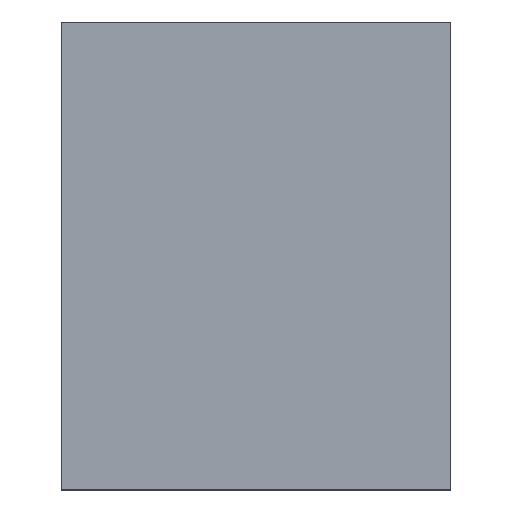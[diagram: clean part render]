
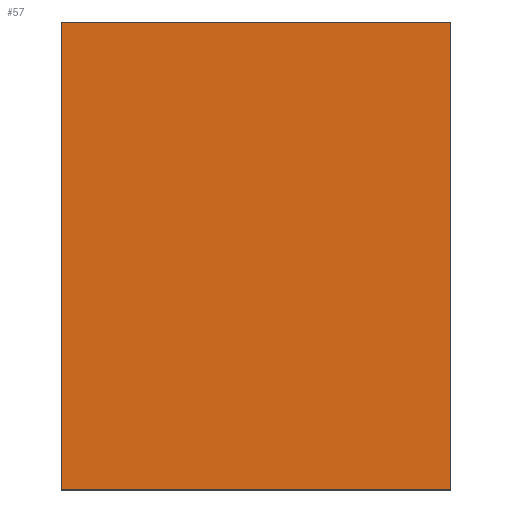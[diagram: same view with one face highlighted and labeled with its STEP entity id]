
A CAD part, top view. The second image highlights one B-rep face of the part: STEP entity #57.
In plain terms, the highlighted planar face has unit normal (0, 0, 1).
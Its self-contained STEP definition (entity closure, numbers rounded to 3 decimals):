
#27 = AXIS2_PLACEMENT_3D ( 'NONE', #237, #93, #168 ) ;
#39 = EDGE_LOOP ( 'NONE', ( #360, #177, #211, #95 ) ) ;
#52 = VECTOR ( 'NONE', #320, 1000. ) ;
#57 = ADVANCED_FACE ( 'NONE', ( #200 ), #414, .F. ) ;
#69 = VERTEX_POINT ( 'NONE', #343 ) ;
#93 = DIRECTION ( 'NONE',  ( 0., 0., -1. ) ) ;
#95 = ORIENTED_EDGE ( 'NONE', *, *, #346, .T. ) ;
#102 = VERTEX_POINT ( 'NONE', #342 ) ;
#105 = LINE ( 'NONE', #180, #150 ) ;
#113 = LINE ( 'NONE', #251, #347 ) ;
#115 = DIRECTION ( 'NONE',  ( 1., 0., 0. ) ) ;
#117 = VERTEX_POINT ( 'NONE', #166 ) ;
#150 = VECTOR ( 'NONE', #115, 1000. ) ;
#166 = CARTESIAN_POINT ( 'NONE',  ( 125., -150., 100. ) ) ;
#168 = DIRECTION ( 'NONE',  ( -1., 0., 0. ) ) ;
#169 = EDGE_CURVE ( 'NONE', #117, #102, #174, .T. ) ;
#174 = LINE ( 'NONE', #400, #253 ) ;
#175 = EDGE_CURVE ( 'NONE', #102, #69, #178, .T. ) ;
#176 = CARTESIAN_POINT ( 'NONE',  ( -125., 150., 100. ) ) ;
#177 = ORIENTED_EDGE ( 'NONE', *, *, #175, .T. ) ;
#178 = LINE ( 'NONE', #176, #52 ) ;
#180 = CARTESIAN_POINT ( 'NONE',  ( -125., -150., 100. ) ) ;
#200 = FACE_OUTER_BOUND ( 'NONE', #39, .T. ) ;
#211 = ORIENTED_EDGE ( 'NONE', *, *, #340, .T. ) ;
#237 = CARTESIAN_POINT ( 'NONE',  ( 0., 0., 100. ) ) ;
#251 = CARTESIAN_POINT ( 'NONE',  ( -125., -150., 100. ) ) ;
#253 = VECTOR ( 'NONE', #461, 1000. ) ;
#276 = VERTEX_POINT ( 'NONE', #290 ) ;
#290 = CARTESIAN_POINT ( 'NONE',  ( -125., -150., 100. ) ) ;
#320 = DIRECTION ( 'NONE',  ( -1., 0., 0. ) ) ;
#340 = EDGE_CURVE ( 'NONE', #69, #276, #113, .T. ) ;
#342 = CARTESIAN_POINT ( 'NONE',  ( 125., 150., 100. ) ) ;
#343 = CARTESIAN_POINT ( 'NONE',  ( -125., 150., 100. ) ) ;
#346 = EDGE_CURVE ( 'NONE', #276, #117, #105, .T. ) ;
#347 = VECTOR ( 'NONE', #361, 1000. ) ;
#360 = ORIENTED_EDGE ( 'NONE', *, *, #169, .T. ) ;
#361 = DIRECTION ( 'NONE',  ( 0., -1., 0. ) ) ;
#400 = CARTESIAN_POINT ( 'NONE',  ( 125., -150., 100. ) ) ;
#414 = PLANE ( 'NONE',  #27 ) ;
#461 = DIRECTION ( 'NONE',  ( 0., 1., 0. ) ) ;
